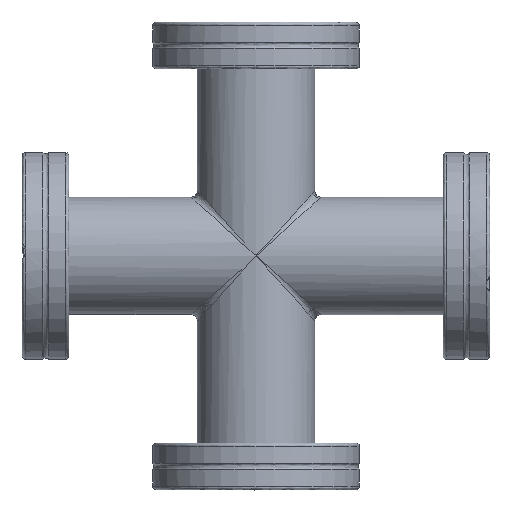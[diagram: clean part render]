
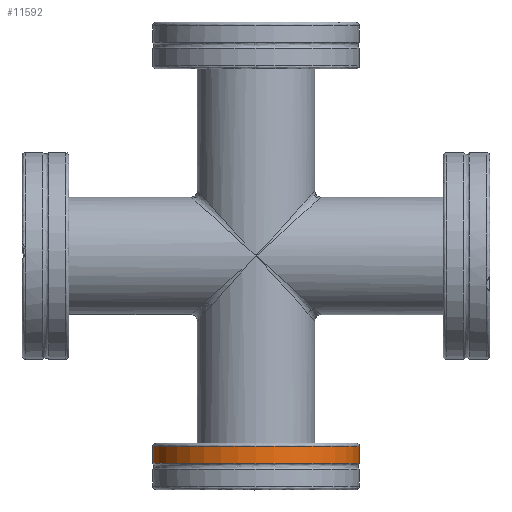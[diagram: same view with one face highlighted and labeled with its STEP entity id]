
A CAD part, top view. The second image highlights one B-rep face of the part: STEP entity #11592.
In plain terms, the highlighted cylindrical face has radius 16.85 mm (diameter 33.7 mm), a full revolution.
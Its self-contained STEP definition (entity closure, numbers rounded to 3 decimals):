
#671 = ORIENTED_EDGE ( 'NONE', *, *, #2970, .F. ) ;
#1361 = FACE_OUTER_BOUND ( 'NONE', #2023, .T. ) ;
#1515 = DIRECTION ( 'NONE',  ( 0., 0., 1. ) ) ;
#1928 = AXIS2_PLACEMENT_3D ( 'NONE', #3246, #10123, #1515 ) ;
#2023 = EDGE_LOOP ( 'NONE', ( #5798 ) ) ;
#2118 = CIRCLE ( 'NONE', #7374, 16.85 ) ;
#2420 = VERTEX_POINT ( 'NONE', #5584 ) ;
#2970 = EDGE_CURVE ( 'NONE', #12352, #12352, #11182, .T. ) ;
#3202 = DIRECTION ( 'NONE',  ( 0., 0., 1. ) ) ;
#3246 = CARTESIAN_POINT ( 'NONE',  ( 3.8, 0., 0. ) ) ;
#3286 = DIRECTION ( 'NONE',  ( -1., 0., 0. ) ) ;
#4294 = EDGE_CURVE ( 'NONE', #2420, #2420, #2118, .T. ) ;
#4388 = DIRECTION ( 'NONE',  ( -1., 0., 0. ) ) ;
#5584 = CARTESIAN_POINT ( 'NONE',  ( 3.313, 0., 16.85 ) ) ;
#5798 = ORIENTED_EDGE ( 'NONE', *, *, #4294, .T. ) ;
#6118 = CARTESIAN_POINT ( 'NONE',  ( 0.5, 0., 0. ) ) ;
#6148 = AXIS2_PLACEMENT_3D ( 'NONE', #6118, #3286, #3202 ) ;
#7374 = AXIS2_PLACEMENT_3D ( 'NONE', #10256, #4388, #9386 ) ;
#7413 = CYLINDRICAL_SURFACE ( 'NONE', #1928, 16.85 ) ;
#8798 = FACE_OUTER_BOUND ( 'NONE', #11629, .T. ) ;
#9386 = DIRECTION ( 'NONE',  ( 0., 0., 1. ) ) ;
#10084 = CARTESIAN_POINT ( 'NONE',  ( 0.5, 0., 16.85 ) ) ;
#10123 = DIRECTION ( 'NONE',  ( -1., 0., 0. ) ) ;
#10256 = CARTESIAN_POINT ( 'NONE',  ( 3.313, 0., 0. ) ) ;
#11182 = CIRCLE ( 'NONE', #6148, 16.85 ) ;
#11592 = ADVANCED_FACE ( 'NONE', ( #8798, #1361 ), #7413, .T. ) ;
#11629 = EDGE_LOOP ( 'NONE', ( #671 ) ) ;
#12352 = VERTEX_POINT ( 'NONE', #10084 ) ;
